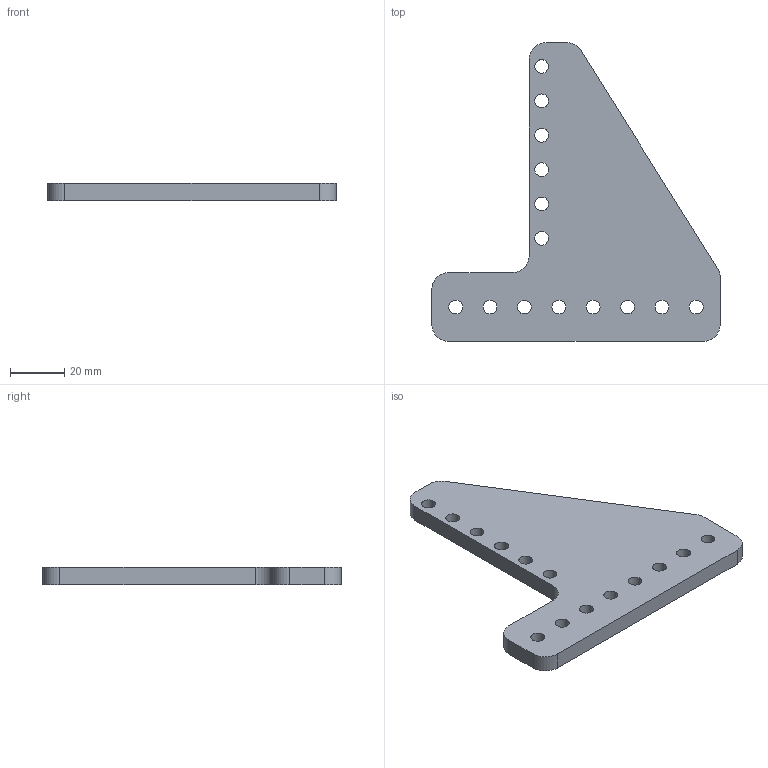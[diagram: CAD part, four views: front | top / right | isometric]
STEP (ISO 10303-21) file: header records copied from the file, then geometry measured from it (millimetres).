
FILE_DESCRIPTION(/* description */ ('STEP AP214'),/* implementation_level */ '2;1');
FILE_NAME(/* name */ '65c589935f58383adc4ca708',/* time_stamp */ '2024-02-09T02:10:27Z',/* author */ (''),/* organization */ (''),/* preprocessor_version */ 'ST-DEVELOPER v19.4',/* originating_system */ ' ',/* authorisation */ ' ');
FILE_SCHEMA (('AUTOMOTIVE_DESIGN {1 0 10303 214 3 1 1}'));
Length unit declared in the file: metre
Products named in the file (1): Bottom Elevator Top Gusset
Bounding box: 106.58 x 110.44 x 6.35 mm (x, y, z)
Volume: 38912.8 mm3; surface area: 16105.9 mm2
Topology: 1 solids, 1 shells, 30 faces, 98 edges, 70 vertices
Faces by surface type: cylinder 21, plane 9
Full cylindrical faces by diameter (mm): 5.105 x14
Entity records: 1006 total; most frequent: DIRECTION 174, CARTESIAN_POINT 157, ORIENTED_EDGE 140, AXIS2_PLACEMENT_3D 73, EDGE_LOOP 72, FACE_BOUND 72, EDGE_CURVE 70, VERTEX_POINT 56
